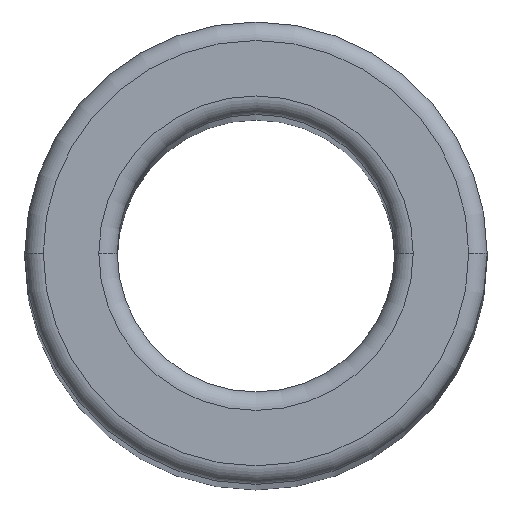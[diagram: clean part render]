
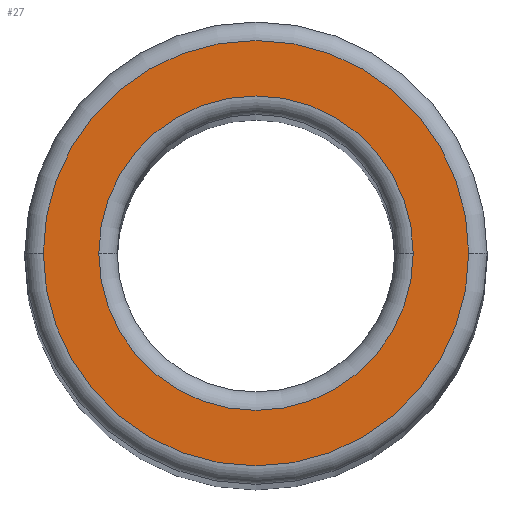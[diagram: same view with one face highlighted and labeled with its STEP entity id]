
A CAD part, top view. The second image highlights one B-rep face of the part: STEP entity #27.
In plain terms, the highlighted planar face has unit normal (0, 0, 1).
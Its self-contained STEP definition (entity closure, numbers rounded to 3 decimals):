
#11 = CARTESIAN_POINT ( 'NONE',  ( -2.5, 0., 17.5 ) ) ;
#24 = EDGE_CURVE ( 'NONE', #275, #269, #81, .T. ) ;
#27 = ADVANCED_FACE ( 'NONE', ( #63, #174 ), #263, .F. ) ;
#35 = CIRCLE ( 'NONE', #407, 1.7 ) ;
#44 = VERTEX_POINT ( 'NONE', #77 ) ;
#46 = CIRCLE ( 'NONE', #115, 2.3 ) ;
#53 = CARTESIAN_POINT ( 'NONE',  ( 0., 0., 17.5 ) ) ;
#56 = ORIENTED_EDGE ( 'NONE', *, *, #24, .T. ) ;
#63 = FACE_OUTER_BOUND ( 'NONE', #122, .T. ) ;
#64 = CARTESIAN_POINT ( 'NONE',  ( 0., 0., 17.5 ) ) ;
#77 = CARTESIAN_POINT ( 'NONE',  ( -1.7, 0., 17.5 ) ) ;
#81 = CIRCLE ( 'NONE', #306, 2.3 ) ;
#88 = CARTESIAN_POINT ( 'NONE',  ( 0., 0., 17.5 ) ) ;
#102 = DIRECTION ( 'NONE',  ( 0., 0., -1. ) ) ;
#103 = ORIENTED_EDGE ( 'NONE', *, *, #260, .T. ) ;
#107 = AXIS2_PLACEMENT_3D ( 'NONE', #11, #405, #231 ) ;
#115 = AXIS2_PLACEMENT_3D ( 'NONE', #53, #187, #124 ) ;
#121 = EDGE_LOOP ( 'NONE', ( #147, #402 ) ) ;
#122 = EDGE_LOOP ( 'NONE', ( #56, #103 ) ) ;
#124 = DIRECTION ( 'NONE',  ( -1., 0., 0. ) ) ;
#147 = ORIENTED_EDGE ( 'NONE', *, *, #296, .T. ) ;
#153 = DIRECTION ( 'NONE',  ( 0., 0., -1. ) ) ;
#174 = FACE_BOUND ( 'NONE', #121, .T. ) ;
#187 = DIRECTION ( 'NONE',  ( 0., 0., 1. ) ) ;
#227 = VERTEX_POINT ( 'NONE', #339 ) ;
#231 = DIRECTION ( 'NONE',  ( -1., 0., 0. ) ) ;
#246 = CARTESIAN_POINT ( 'NONE',  ( 2.3, 0., 17.5 ) ) ;
#247 = CARTESIAN_POINT ( 'NONE',  ( -2.3, 0., 17.5 ) ) ;
#249 = EDGE_CURVE ( 'NONE', #227, #44, #274, .T. ) ;
#260 = EDGE_CURVE ( 'NONE', #269, #275, #46, .T. ) ;
#263 = PLANE ( 'NONE',  #107 ) ;
#267 = CARTESIAN_POINT ( 'NONE',  ( 0., 0., 17.5 ) ) ;
#269 = VERTEX_POINT ( 'NONE', #246 ) ;
#270 = AXIS2_PLACEMENT_3D ( 'NONE', #88, #153, #377 ) ;
#274 = CIRCLE ( 'NONE', #270, 1.7 ) ;
#275 = VERTEX_POINT ( 'NONE', #247 ) ;
#296 = EDGE_CURVE ( 'NONE', #44, #227, #35, .T. ) ;
#306 = AXIS2_PLACEMENT_3D ( 'NONE', #267, #367, #337 ) ;
#319 = DIRECTION ( 'NONE',  ( -1., 0., 0. ) ) ;
#337 = DIRECTION ( 'NONE',  ( -1., 0., 0. ) ) ;
#339 = CARTESIAN_POINT ( 'NONE',  ( 1.7, 0., 17.5 ) ) ;
#367 = DIRECTION ( 'NONE',  ( 0., 0., 1. ) ) ;
#377 = DIRECTION ( 'NONE',  ( -1., 0., 0. ) ) ;
#402 = ORIENTED_EDGE ( 'NONE', *, *, #249, .T. ) ;
#405 = DIRECTION ( 'NONE',  ( 0., 0., -1. ) ) ;
#407 = AXIS2_PLACEMENT_3D ( 'NONE', #64, #102, #319 ) ;
